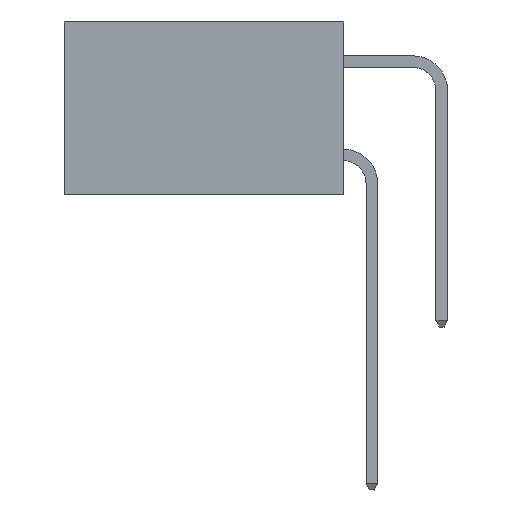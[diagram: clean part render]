
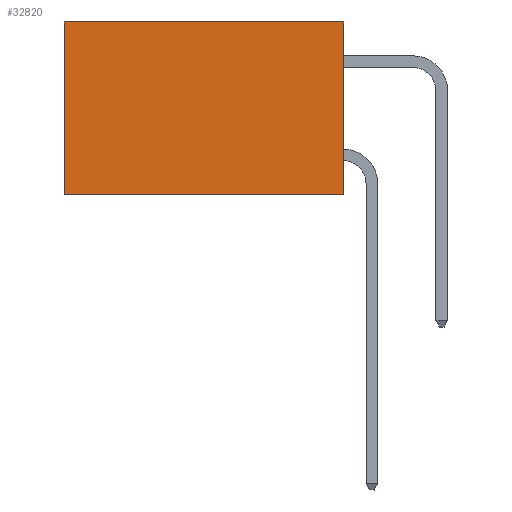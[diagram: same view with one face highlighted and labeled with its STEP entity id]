
A CAD part, left-side view. The second image highlights one B-rep face of the part: STEP entity #32820.
In plain terms, the highlighted planar face has unit normal (-1, 0, 0).
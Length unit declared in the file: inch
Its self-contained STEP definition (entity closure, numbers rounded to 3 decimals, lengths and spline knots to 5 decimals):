
#1263 = CARTESIAN_POINT ( 'NONE',  ( 0.298, 0., -0.37 ) ) ;
#3298 = ORIENTED_EDGE ( 'NONE', *, *, #33985, .T. ) ;
#4715 = DIRECTION ( 'NONE',  ( 1., 0., 0. ) ) ;
#6216 = EDGE_CURVE ( 'NONE', #24008, #10655, #11965, .T. ) ;
#7199 = AXIS2_PLACEMENT_3D ( 'NONE', #20636, #4715, #23278 ) ;
#7503 = ORIENTED_EDGE ( 'NONE', *, *, #6216, .F. ) ;
#8489 = LINE ( 'NONE', #25320, #20840 ) ;
#9676 = EDGE_CURVE ( 'NONE', #28123, #10655, #14430, .T. ) ;
#9746 = CARTESIAN_POINT ( 'NONE',  ( 0.298, 0.6, 0. ) ) ;
#10655 = VERTEX_POINT ( 'NONE', #18643 ) ;
#11965 = LINE ( 'NONE', #1263, #31145 ) ;
#12123 = DIRECTION ( 'NONE',  ( 0., 1., 0. ) ) ;
#12296 = EDGE_CURVE ( 'NONE', #31663, #24008, #21667, .T. ) ;
#14430 = LINE ( 'NONE', #9746, #16047 ) ;
#14860 = ORIENTED_EDGE ( 'NONE', *, *, #9676, .T. ) ;
#15351 = PLANE ( 'NONE',  #7199 ) ;
#16047 = VECTOR ( 'NONE', #28073, 39.37008 ) ;
#16166 = EDGE_LOOP ( 'NONE', ( #14860, #7503, #27703, #3298 ) ) ;
#17206 = CARTESIAN_POINT ( 'NONE',  ( 0.298, 0., -0.37 ) ) ;
#17483 = DIRECTION ( 'NONE',  ( 0., 1., 0. ) ) ;
#18643 = CARTESIAN_POINT ( 'NONE',  ( 0.298, 0.6, -0.37 ) ) ;
#20636 = CARTESIAN_POINT ( 'NONE',  ( 0.298, 0., 0. ) ) ;
#20840 = VECTOR ( 'NONE', #17483, 39.37008 ) ;
#21667 = LINE ( 'NONE', #30729, #33755 ) ;
#23278 = DIRECTION ( 'NONE',  ( 0., 0., -1. ) ) ;
#23338 = FACE_OUTER_BOUND ( 'NONE', #16166, .T. ) ;
#24008 = VERTEX_POINT ( 'NONE', #17206 ) ;
#24313 = CARTESIAN_POINT ( 'NONE',  ( 0.298, 0.6, 0. ) ) ;
#25320 = CARTESIAN_POINT ( 'NONE',  ( 0.298, 0., 0. ) ) ;
#26314 = CARTESIAN_POINT ( 'NONE',  ( 0.298, 0., 0. ) ) ;
#27703 = ORIENTED_EDGE ( 'NONE', *, *, #12296, .F. ) ;
#28073 = DIRECTION ( 'NONE',  ( 0., 0., -1. ) ) ;
#28123 = VERTEX_POINT ( 'NONE', #24313 ) ;
#30729 = CARTESIAN_POINT ( 'NONE',  ( 0.298, 0., 0. ) ) ;
#31145 = VECTOR ( 'NONE', #12123, 39.37008 ) ;
#31663 = VERTEX_POINT ( 'NONE', #26314 ) ;
#32820 = ADVANCED_FACE ( 'NONE', ( #23338 ), #15351, .F. ) ;
#33270 = DIRECTION ( 'NONE',  ( 0., 0., -1. ) ) ;
#33755 = VECTOR ( 'NONE', #33270, 39.37008 ) ;
#33985 = EDGE_CURVE ( 'NONE', #31663, #28123, #8489, .T. ) ;
